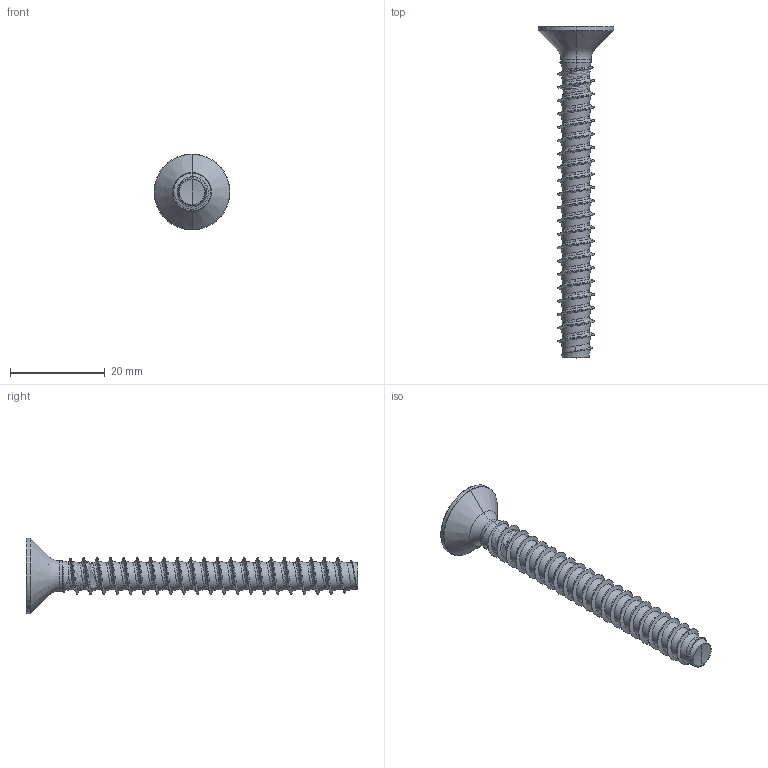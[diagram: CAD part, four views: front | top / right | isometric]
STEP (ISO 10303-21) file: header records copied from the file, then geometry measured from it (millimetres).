
FILE_DESCRIPTION (( 'STEP AP203' ), '1' );
FILE_NAME ('STP410800700.STEP', '2017-08-16T14:26:43', ( '' ), ( '' ), 'SwSTEP 2.0', 'SolidWorks 2015', '' );
FILE_SCHEMA (( 'CONFIG_CONTROL_DESIGN' ));
Length unit declared in the file: millimetre
Products named in the file (1): STP410800700
Bounding box: 16 x 70 x 16 mm (x, y, z)
Volume: 2532.1 mm3; surface area: 2480.6 mm2
Topology: 1 solids, 1 shells, 125 faces, 322 edges, 199 vertices
Faces by surface type: cylinder 68, bspline 35, cone 12, torus 6, sphere 2, plane 2
Entity records: 38058 total; most frequent: CARTESIAN_POINT 35445, ORIENTED_EDGE 640, DIRECTION 384, EDGE_CURVE 320, VERTEX_POINT 199, AXIS2_PLACEMENT_3D 150, B_SPLINE_CURVE_WITH_KNOTS 133, EDGE_LOOP 127
